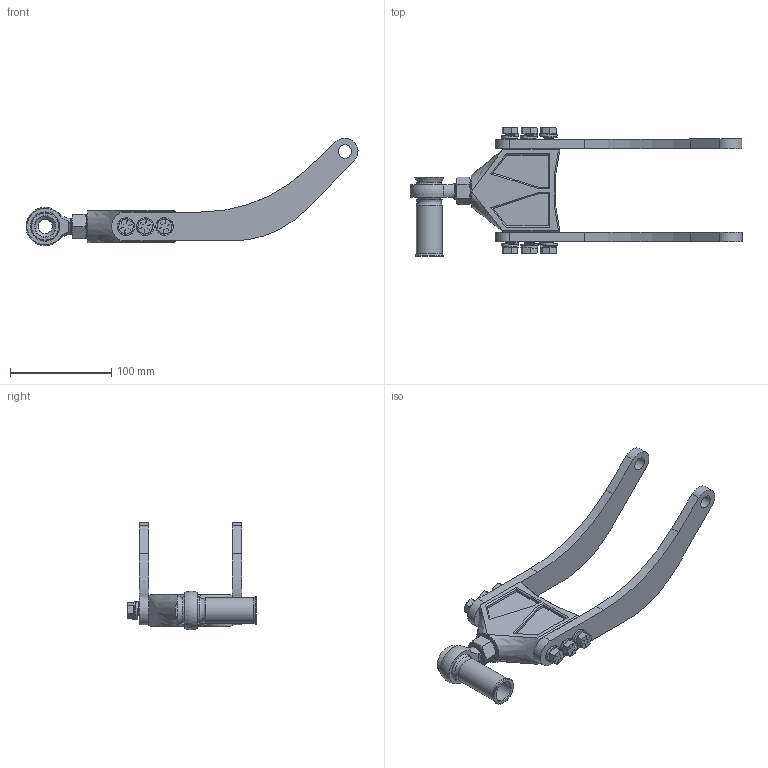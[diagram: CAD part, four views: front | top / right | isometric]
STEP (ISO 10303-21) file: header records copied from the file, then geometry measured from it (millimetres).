
FILE_DESCRIPTION(/* description */ (''),/* implementation_level */ '2;1');
FILE_NAME(/* name */ 'NISSAN-350Z-COMPRESSION.ARM v6.step',/* time_stamp */ '2024-04-19T15:04:04-04:00',/* author */ (''),/* organization */ (''),/* preprocessor_version */ 'ST-DEVELOPER v20',/* originating_system */ 'Autodesk Translation Framework v12.20.1.177',/* authorisation */ '');
FILE_SCHEMA (('AUTOMOTIVE_DESIGN { 1 0 10303 214 3 1 1 }'));
Length unit declared in the file: inch
Products named in the file (11): NISSAN-350Z-COMPRESSION.ARM; 350Z------CASTER------SPACER v1; 60645K171; 95462A535; Component19; NISSAN-350Z-REG.MANTIS-COMPRESSION.ARM; Component2; Tensionarmbracket-----aluminum2 v1; Component4; 92620A624; 91475A439
Assembly tree (20 placements, depth 3):
  NISSAN-350Z-COMPRESSION.ARM
    350Z------CASTER------SPACER v1
    60645K171
    95462A535
    92620A624  x6
    Component19
    NISSAN-350Z-REG.MANTIS-COMPRESSION.ARM
      Component2
      Tensionarmbracket-----aluminum2 v1
      Component4
    91475A439  x6
Bounding box: 328.16 x 127.43 x 106.08 mm (x, y, z)
Volume: 350535.4 mm3; surface area: 111842.1 mm2
Topology: 20 solids, 20 shells, 787 faces, 1976 edges, 1283 vertices
Faces by surface type: cylinder 389, plane 275, cone 80, bspline 36, torus 5, sphere 2
Full cylindrical faces by diameter (mm): 7.463 x84, 7.937 x6, 9.525 x90, 9.779 x6, 13.208 x2, 14 x1, 14.04 x28, 14.042 x8, 15.875 x38, 17.462 x1, 19.05 x2, 20.32 x1, 24.13 x1, 25.4 x1, 28.861 x1
Entity records: 20011 total; most frequent: CARTESIAN_POINT 12153, ORIENTED_EDGE 1682, DIRECTION 1421, EDGE_CURVE 841, VERTEX_POINT 538, AXIS2_PLACEMENT_3D 519, EDGE_LOOP 387, LINE 383
